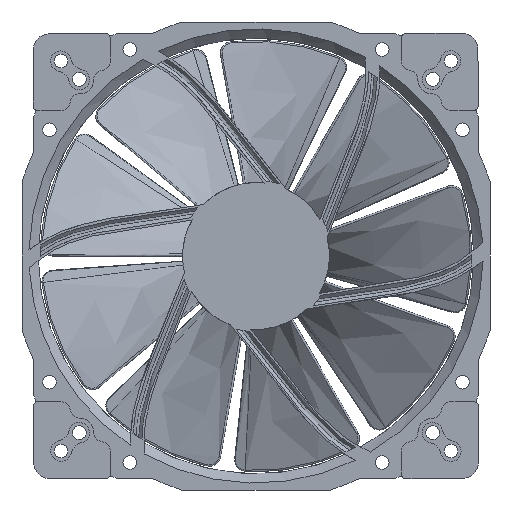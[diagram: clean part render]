
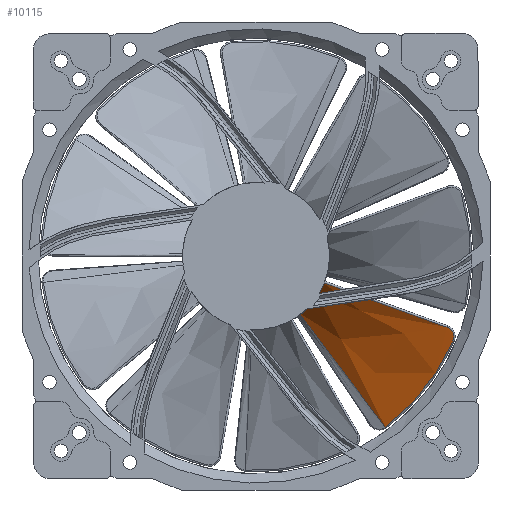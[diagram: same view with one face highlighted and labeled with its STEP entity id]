
A CAD part, front view. The second image highlights one B-rep face of the part: STEP entity #10115.
In plain terms, the highlighted free-form (B-spline) face has degree [3, 3] with [4, 7] control points.
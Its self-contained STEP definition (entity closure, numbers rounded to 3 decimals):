
#1656=FACE_OUTER_BOUND('',#2258,.T.);
#2258=EDGE_LOOP('',(#7139,#7140,#7141,#7142,#7143,#7144));
#3621=B_SPLINE_CURVE_WITH_KNOTS('',3,(#19606,#19607,#19608,#19609,#19610,
#19611),.UNSPECIFIED.,.F.,.F.,(4,1,1,4),(0.,1.24,
2.48,5.787),.UNSPECIFIED.);
#3624=B_SPLINE_CURVE_WITH_KNOTS('',3,(#19665,#19666,#19667,#19668,#19669,
#19670),.UNSPECIFIED.,.F.,.F.,(4,1,1,4),(0.,0.219,
0.328,0.765),.UNSPECIFIED.);
#3626=B_SPLINE_CURVE_WITH_KNOTS('',3,(#19746,#19747,#19748,#19749,#19750,
#19751,#19752,#19753,#19754,#19755,#19756,#19757),.UNSPECIFIED.,.F.,.F.,
(4,2,2,2,2,4),(-5.234,-4.468,-4.447,-1.506,
-1.485,0.),.UNSPECIFIED.);
#3628=B_SPLINE_CURVE_WITH_KNOTS('',3,(#19785,#19786,#19787,#19788),
 .UNSPECIFIED.,.F.,.F.,(4,4),(0.,0.003),.UNSPECIFIED.);
#3633=B_SPLINE_CURVE_WITH_KNOTS('',3,(#19897,#19898,#19899,#19900),
 .UNSPECIFIED.,.F.,.F.,(4,4),(0.,6.25),.UNSPECIFIED.);
#3635=B_SPLINE_CURVE_WITH_KNOTS('',3,(#19933,#19934,#19935,#19936,#19937,
#19938,#19939),.UNSPECIFIED.,.F.,.F.,(4,1,2,4),(0.029,0.133,
0.427,0.574),.UNSPECIFIED.);
#4104=VERTEX_POINT('',#19543);
#4105=VERTEX_POINT('',#19605);
#4107=VERTEX_POINT('',#19656);
#4109=VERTEX_POINT('',#19731);
#4111=VERTEX_POINT('',#19778);
#4115=VERTEX_POINT('',#19896);
#5255=EDGE_CURVE('',#4104,#4105,#3621,.T.);
#5260=EDGE_CURVE('',#4105,#4107,#3624,.T.);
#5263=EDGE_CURVE('',#4107,#4109,#3626,.T.);
#5266=EDGE_CURVE('',#4109,#4111,#3628,.T.);
#5272=EDGE_CURVE('',#4115,#4111,#3633,.T.);
#5274=EDGE_CURVE('',#4104,#4115,#3635,.T.);
#7139=ORIENTED_EDGE('',*,*,#5266,.F.);
#7140=ORIENTED_EDGE('',*,*,#5263,.F.);
#7141=ORIENTED_EDGE('',*,*,#5260,.F.);
#7142=ORIENTED_EDGE('',*,*,#5255,.F.);
#7143=ORIENTED_EDGE('',*,*,#5274,.T.);
#7144=ORIENTED_EDGE('',*,*,#5272,.T.);
#9876=B_SPLINE_SURFACE_WITH_KNOTS('',3,3,((#19905,#19906,#19907,#19908,
#19909,#19910,#19911),(#19912,#19913,#19914,#19915,#19916,#19917,#19918),
(#19919,#19920,#19921,#19922,#19923,#19924,#19925),(#19926,#19927,#19928,
#19929,#19930,#19931,#19932)),.UNSPECIFIED.,.F.,.F.,.F.,(4,4),(4,1,2,4),
(-6.25,0.),(0.008,0.133,0.427,
0.574),.UNSPECIFIED.);
#10115=ADVANCED_FACE('',(#1656),#9876,.T.);
#19543=CARTESIAN_POINT('',(28.812,3.992,-11.438));
#19605=CARTESIAN_POINT('',(83.257,3.16,-31.053));
#19606=CARTESIAN_POINT('Ctrl Pts',(28.812,3.992,-11.438));
#19607=CARTESIAN_POINT('Ctrl Pts',(32.703,3.813,-12.833));
#19608=CARTESIAN_POINT('Ctrl Pts',(40.485,3.585,-15.625));
#19609=CARTESIAN_POINT('Ctrl Pts',(58.638,3.291,-22.153));
#19610=CARTESIAN_POINT('Ctrl Pts',(72.892,3.208,-27.302));
#19611=CARTESIAN_POINT('Ctrl Pts',(83.257,3.16,-31.053));
#19656=CARTESIAN_POINT('',(85.846,5.166,-37.045));
#19665=CARTESIAN_POINT('Ctrl Pts',(83.257,3.16,-31.053));
#19666=CARTESIAN_POINT('Ctrl Pts',(83.942,3.157,-31.3));
#19667=CARTESIAN_POINT('Ctrl Pts',(84.867,3.274,-31.927));
#19668=CARTESIAN_POINT('Ctrl Pts',(86.321,3.877,-33.963));
#19669=CARTESIAN_POINT('Ctrl Pts',(86.378,4.595,-35.815));
#19670=CARTESIAN_POINT('Ctrl Pts',(85.846,5.166,-37.045));
#19731=CARTESIAN_POINT('',(56.401,25.692,-74.573));
#19746=CARTESIAN_POINT('Ctrl Pts',(85.846,5.166,-37.045));
#19747=CARTESIAN_POINT('Ctrl Pts',(84.914,6.165,-39.202));
#19748=CARTESIAN_POINT('Ctrl Pts',(83.898,7.167,-41.328));
#19749=CARTESIAN_POINT('Ctrl Pts',(82.773,8.198,-43.473));
#19750=CARTESIAN_POINT('Ctrl Pts',(82.742,8.226,-43.53));
#19751=CARTESIAN_POINT('Ctrl Pts',(78.487,12.106,-51.594));
#19752=CARTESIAN_POINT('Ctrl Pts',(73.112,15.953,-58.976));
#19753=CARTESIAN_POINT('Ctrl Pts',(66.754,19.82,-65.468));
#19754=CARTESIAN_POINT('Ctrl Pts',(66.709,19.848,-65.514));
#19755=CARTESIAN_POINT('Ctrl Pts',(63.469,21.814,-68.808));
#19756=CARTESIAN_POINT('Ctrl Pts',(60.033,23.754,-71.825));
#19757=CARTESIAN_POINT('Ctrl Pts',(56.401,25.692,-74.573));
#19778=CARTESIAN_POINT('',(56.382,25.702,-74.587));
#19785=CARTESIAN_POINT('Ctrl Pts',(56.401,25.692,-74.573));
#19786=CARTESIAN_POINT('Ctrl Pts',(56.395,25.695,-74.577));
#19787=CARTESIAN_POINT('Ctrl Pts',(56.388,25.699,-74.582));
#19788=CARTESIAN_POINT('Ctrl Pts',(56.382,25.702,-74.587));
#19896=CARTESIAN_POINT('',(18.693,25.703,-24.73));
#19897=CARTESIAN_POINT('Ctrl Pts',(18.693,25.703,-24.73));
#19898=CARTESIAN_POINT('Ctrl Pts',(31.256,25.703,-41.349));
#19899=CARTESIAN_POINT('Ctrl Pts',(43.819,25.702,-57.968));
#19900=CARTESIAN_POINT('Ctrl Pts',(56.382,25.702,-74.587));
#19905=CARTESIAN_POINT('Ctrl Pts',(87.607,3.158,-32.669));
#19906=CARTESIAN_POINT('Ctrl Pts',(86.226,4.839,-36.371));
#19907=CARTESIAN_POINT('Ctrl Pts',(80.854,10.412,-48.341));
#19908=CARTESIAN_POINT('Ctrl Pts',(73.183,15.908,-58.9));
#19909=CARTESIAN_POINT('Ctrl Pts',(63.58,21.751,-68.71));
#19910=CARTESIAN_POINT('Ctrl Pts',(60.096,23.721,-71.779));
#19911=CARTESIAN_POINT('Ctrl Pts',(56.382,25.702,-74.587));
#19912=CARTESIAN_POINT('Ctrl Pts',(68.087,3.157,-25.389));
#19913=CARTESIAN_POINT('Ctrl Pts',(67.015,4.832,-28.262));
#19914=CARTESIAN_POINT('Ctrl Pts',(62.844,10.399,-37.562));
#19915=CARTESIAN_POINT('Ctrl Pts',(56.873,15.914,-45.778));
#19916=CARTESIAN_POINT('Ctrl Pts',(49.407,21.76,-53.404));
#19917=CARTESIAN_POINT('Ctrl Pts',(46.702,23.728,-55.789));
#19918=CARTESIAN_POINT('Ctrl Pts',(43.819,25.702,-57.968));
#19919=CARTESIAN_POINT('Ctrl Pts',(48.567,3.156,-18.109));
#19920=CARTESIAN_POINT('Ctrl Pts',(47.805,4.826,-20.154));
#19921=CARTESIAN_POINT('Ctrl Pts',(44.832,10.386,-26.782));
#19922=CARTESIAN_POINT('Ctrl Pts',(40.56,15.92,-32.655));
#19923=CARTESIAN_POINT('Ctrl Pts',(35.235,21.769,-38.099));
#19924=CARTESIAN_POINT('Ctrl Pts',(33.307,23.734,-39.798));
#19925=CARTESIAN_POINT('Ctrl Pts',(31.256,25.703,-41.349));
#19926=CARTESIAN_POINT('Ctrl Pts',(29.047,3.155,-10.829));
#19927=CARTESIAN_POINT('Ctrl Pts',(28.594,4.819,-12.045));
#19928=CARTESIAN_POINT('Ctrl Pts',(26.821,10.374,-16.002));
#19929=CARTESIAN_POINT('Ctrl Pts',(24.25,15.926,-19.534));
#19930=CARTESIAN_POINT('Ctrl Pts',(21.063,21.778,-22.793));
#19931=CARTESIAN_POINT('Ctrl Pts',(19.913,23.741,-23.807));
#19932=CARTESIAN_POINT('Ctrl Pts',(18.693,25.703,-24.73));
#19933=CARTESIAN_POINT('Ctrl Pts',(28.812,3.992,-11.438));
#19934=CARTESIAN_POINT('Ctrl Pts',(28.414,5.377,-12.441));
#19935=CARTESIAN_POINT('Ctrl Pts',(26.692,10.652,-16.179));
#19936=CARTESIAN_POINT('Ctrl Pts',(24.25,15.926,-19.534));
#19937=CARTESIAN_POINT('Ctrl Pts',(21.063,21.778,-22.793));
#19938=CARTESIAN_POINT('Ctrl Pts',(19.913,23.741,-23.807));
#19939=CARTESIAN_POINT('Ctrl Pts',(18.693,25.703,-24.73));
